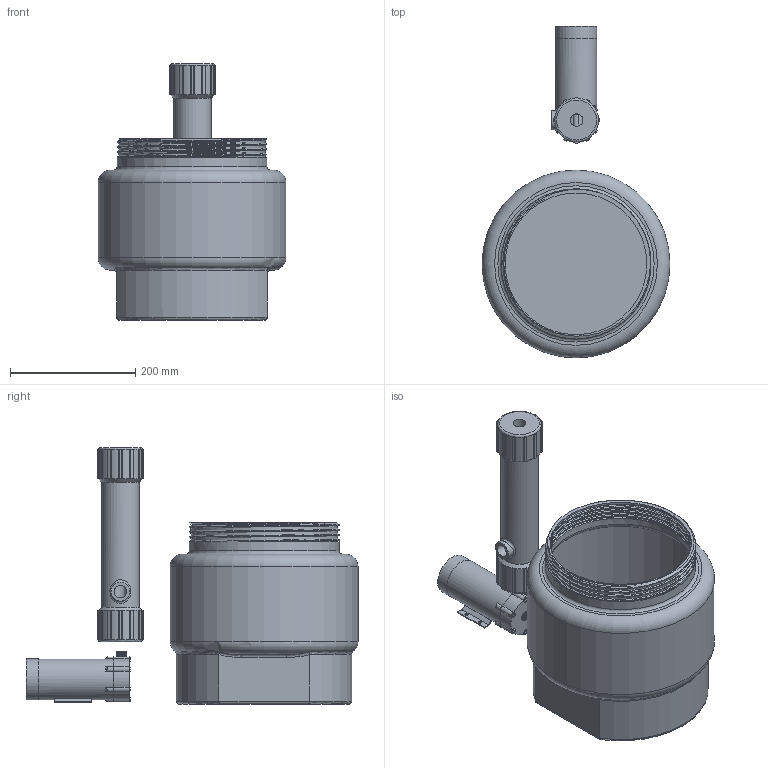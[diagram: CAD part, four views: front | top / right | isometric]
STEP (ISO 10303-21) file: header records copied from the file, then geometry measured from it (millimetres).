
FILE_DESCRIPTION(/* description */ (''),/* implementation_level */ '2;1');
FILE_NAME(/* name */ 'Harvesting Unit.step',/* time_stamp */ '2020-10-28T15:38:50+11:00',/* author */ (''),/* organization */ (''),/* preprocessor_version */ 'ST-DEVELOPER v18.1',/* originating_system */ 'Autodesk Translation Framework v9.3.0.1241',/* authorisation */ '');
FILE_SCHEMA (('AUTOMOTIVE_DESIGN { 1 0 10303 214 3 1 1 }'));
Length unit declared in the file: millimetre
Products named in the file (4): Harvesting Unit; Haarvest Pump; Tank; Cross Flow Filter
Assembly tree (3 placements, depth 2):
  Harvesting Unit
    Haarvest Pump
    Tank
    Cross Flow Filter
Bounding box: 300 x 530.27 x 410 mm (x, y, z)
Volume: 2410715.3 mm3; surface area: 848836.2 mm2
Topology: 11 solids, 11 shells, 367 faces, 881 edges, 544 vertices
Faces by surface type: plane 161, cylinder 146, torus 28, bspline 24, cone 8
Full cylindrical faces by diameter (mm): 4 x12, 5 x4, 12 x1, 13.534 x4, 14.023 x6, 15.822 x5, 16.25 x7, 20 x2, 30 x1, 60 x1, 66 x2, 226.318 x1, 230.33 x2, 233.545 x3, 239.545 x4, 294 x1, 300 x1
Entity records: 19414 total; most frequent: CARTESIAN_POINT 10863, DIRECTION 1754, ORIENTED_EDGE 1750, EDGE_CURVE 875, AXIS2_PLACEMENT_3D 701, VERTEX_POINT 544, EDGE_LOOP 405, FACE_OUTER_BOUND 367
